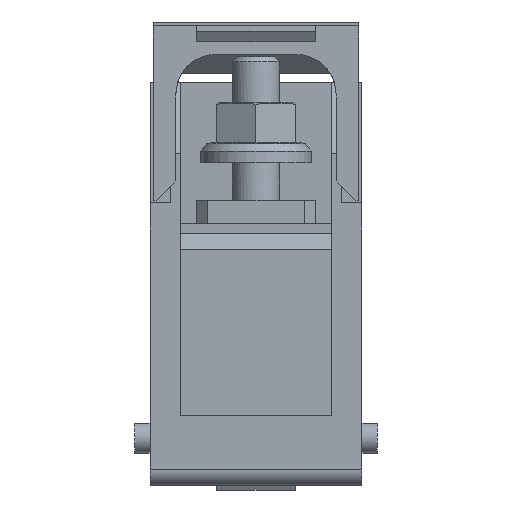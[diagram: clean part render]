
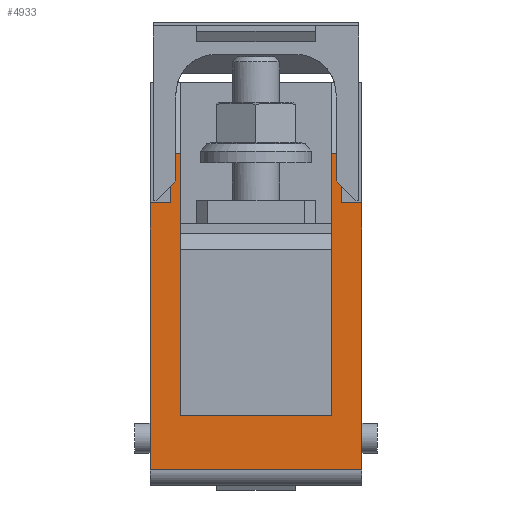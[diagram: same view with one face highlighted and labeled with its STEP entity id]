
A CAD part, front view. The second image highlights one B-rep face of the part: STEP entity #4933.
In plain terms, the highlighted planar face has unit normal (0, -1, 0).
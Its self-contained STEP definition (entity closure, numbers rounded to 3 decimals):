
#4874=AXIS2_PLACEMENT_3D('Plane Axis2P3D',#4871,#4872,#4873) ;
#3334=CARTESIAN_POINT('Vertex',(1.95,14.4,2.55)) ;
#3337=CARTESIAN_POINT('Line Origine',(1.95,14.4,19.425)) ;
#3341=CARTESIAN_POINT('Vertex',(1.95,14.4,36.3)) ;
#3615=CARTESIAN_POINT('Vertex',(5.8,14.4,42.55)) ;
#3618=CARTESIAN_POINT('Line Origine',(5.8,14.4,26.)) ;
#3622=CARTESIAN_POINT('Vertex',(5.8,14.4,9.45)) ;
#3761=CARTESIAN_POINT('Vertex',(24.9,14.4,9.45)) ;
#3764=CARTESIAN_POINT('Line Origine',(24.9,14.4,26.)) ;
#3768=CARTESIAN_POINT('Vertex',(24.9,14.4,42.55)) ;
#3877=CARTESIAN_POINT('Vertex',(28.75,14.4,36.3)) ;
#3880=CARTESIAN_POINT('Line Origine',(28.75,14.4,19.425)) ;
#3884=CARTESIAN_POINT('Vertex',(28.75,14.4,2.55)) ;
#4859=CARTESIAN_POINT('Line Origine',(28.75,14.4,2.55)) ;
#4871=CARTESIAN_POINT('Axis2P3D Location',(28.75,14.4,42.55)) ;
#4876=CARTESIAN_POINT('Line Origine',(3.25,14.4,36.3)) ;
#4880=CARTESIAN_POINT('Vertex',(4.55,14.4,36.3)) ;
#4883=CARTESIAN_POINT('Line Origine',(27.45,14.4,36.3)) ;
#4887=CARTESIAN_POINT('Vertex',(26.15,14.4,36.3)) ;
#4890=CARTESIAN_POINT('Line Origine',(26.15,14.4,39.425)) ;
#4894=CARTESIAN_POINT('Vertex',(26.15,14.4,42.55)) ;
#4897=CARTESIAN_POINT('Line Origine',(25.525,14.4,42.55)) ;
#4902=CARTESIAN_POINT('Line Origine',(15.35,14.4,9.45)) ;
#4907=CARTESIAN_POINT('Line Origine',(5.175,14.4,42.55)) ;
#4911=CARTESIAN_POINT('Vertex',(4.55,14.4,42.55)) ;
#4914=CARTESIAN_POINT('Line Origine',(4.55,14.4,39.425)) ;
#3338=DIRECTION('Vector Direction',(0.,0.,-1.)) ;
#3619=DIRECTION('Vector Direction',(0.,0.,-1.)) ;
#3765=DIRECTION('Vector Direction',(0.,0.,-1.)) ;
#3881=DIRECTION('Vector Direction',(0.,0.,-1.)) ;
#4860=DIRECTION('Vector Direction',(1.,0.,0.)) ;
#4872=DIRECTION('Axis2P3D Direction',(0.,1.,0.)) ;
#4873=DIRECTION('Axis2P3D XDirection',(0.,0.,1.)) ;
#4877=DIRECTION('Vector Direction',(1.,0.,0.)) ;
#4884=DIRECTION('Vector Direction',(-1.,0.,0.)) ;
#4891=DIRECTION('Vector Direction',(0.,0.,-1.)) ;
#4898=DIRECTION('Vector Direction',(-1.,0.,0.)) ;
#4903=DIRECTION('Vector Direction',(-1.,0.,0.)) ;
#4908=DIRECTION('Vector Direction',(-1.,0.,0.)) ;
#4915=DIRECTION('Vector Direction',(0.,0.,-1.)) ;
#3339=VECTOR('Line Direction',#3338,1.) ;
#3620=VECTOR('Line Direction',#3619,1.) ;
#3766=VECTOR('Line Direction',#3765,1.) ;
#3882=VECTOR('Line Direction',#3881,1.) ;
#4861=VECTOR('Line Direction',#4860,1.) ;
#4878=VECTOR('Line Direction',#4877,1.) ;
#4885=VECTOR('Line Direction',#4884,1.) ;
#4892=VECTOR('Line Direction',#4891,1.) ;
#4899=VECTOR('Line Direction',#4898,1.) ;
#4904=VECTOR('Line Direction',#4903,1.) ;
#4909=VECTOR('Line Direction',#4908,1.) ;
#4916=VECTOR('Line Direction',#4915,1.) ;
#4920=ORIENTED_EDGE('',*,*,#4882,.F.) ;
#4921=ORIENTED_EDGE('',*,*,#3343,.T.) ;
#4922=ORIENTED_EDGE('',*,*,#4863,.F.) ;
#4923=ORIENTED_EDGE('',*,*,#3886,.F.) ;
#4924=ORIENTED_EDGE('',*,*,#4889,.T.) ;
#4925=ORIENTED_EDGE('',*,*,#4896,.F.) ;
#4926=ORIENTED_EDGE('',*,*,#4901,.T.) ;
#4927=ORIENTED_EDGE('',*,*,#3770,.T.) ;
#4928=ORIENTED_EDGE('',*,*,#4906,.T.) ;
#4929=ORIENTED_EDGE('',*,*,#3624,.F.) ;
#4930=ORIENTED_EDGE('',*,*,#4913,.T.) ;
#4931=ORIENTED_EDGE('',*,*,#4918,.T.) ;
#4933=ADVANCED_FACE('V1',(#4932),#4875,.F.) ;
#3343=EDGE_CURVE('',#3342,#3335,#3340,.T.) ;
#3624=EDGE_CURVE('',#3616,#3623,#3621,.T.) ;
#3770=EDGE_CURVE('',#3769,#3762,#3767,.T.) ;
#3886=EDGE_CURVE('',#3878,#3885,#3883,.T.) ;
#4863=EDGE_CURVE('',#3885,#3335,#4862,.F.) ;
#4882=EDGE_CURVE('',#3342,#4881,#4879,.T.) ;
#4889=EDGE_CURVE('',#3878,#4888,#4886,.T.) ;
#4896=EDGE_CURVE('',#4895,#4888,#4893,.T.) ;
#4901=EDGE_CURVE('',#4895,#3769,#4900,.T.) ;
#4906=EDGE_CURVE('',#3762,#3623,#4905,.T.) ;
#4913=EDGE_CURVE('',#3616,#4912,#4910,.T.) ;
#4918=EDGE_CURVE('',#4912,#4881,#4917,.T.) ;
#4919=EDGE_LOOP('',(#4920,#4921,#4922,#4923,#4924,#4925,#4926,#4927,#4928,#4929,#4930,#4931)) ;
#4932=FACE_OUTER_BOUND('',#4919,.T.) ;
#3340=LINE('Line',#3337,#3339) ;
#3621=LINE('Line',#3618,#3620) ;
#3767=LINE('Line',#3764,#3766) ;
#3883=LINE('Line',#3880,#3882) ;
#4862=LINE('Line',#4859,#4861) ;
#4879=LINE('Line',#4876,#4878) ;
#4886=LINE('Line',#4883,#4885) ;
#4893=LINE('Line',#4890,#4892) ;
#4900=LINE('Line',#4897,#4899) ;
#4905=LINE('Line',#4902,#4904) ;
#4910=LINE('Line',#4907,#4909) ;
#4917=LINE('Line',#4914,#4916) ;
#4875=PLANE('',#4874) ;
#3335=VERTEX_POINT('',#3334) ;
#3342=VERTEX_POINT('',#3341) ;
#3616=VERTEX_POINT('',#3615) ;
#3623=VERTEX_POINT('',#3622) ;
#3762=VERTEX_POINT('',#3761) ;
#3769=VERTEX_POINT('',#3768) ;
#3878=VERTEX_POINT('',#3877) ;
#3885=VERTEX_POINT('',#3884) ;
#4881=VERTEX_POINT('',#4880) ;
#4888=VERTEX_POINT('',#4887) ;
#4895=VERTEX_POINT('',#4894) ;
#4912=VERTEX_POINT('',#4911) ;
